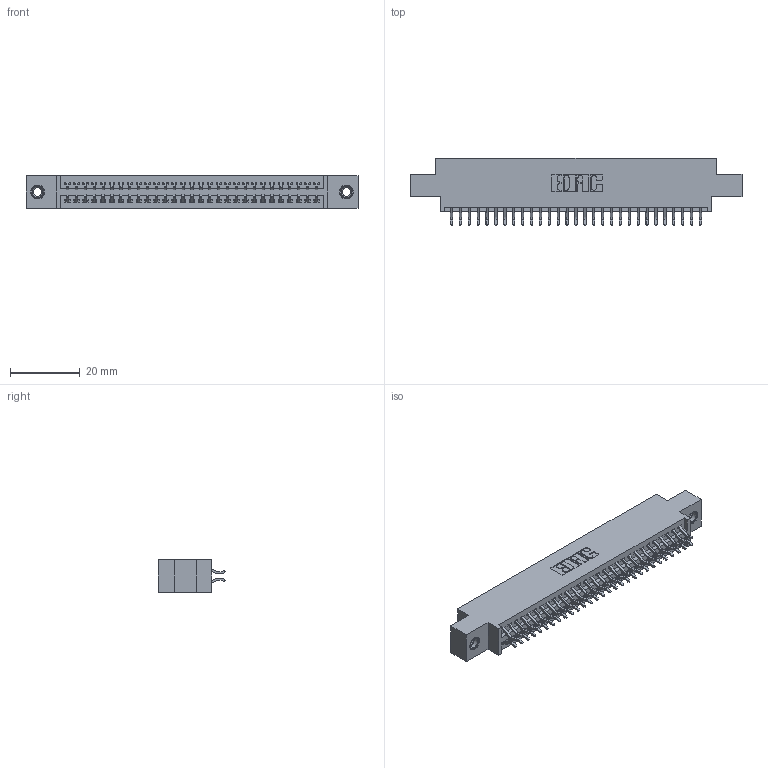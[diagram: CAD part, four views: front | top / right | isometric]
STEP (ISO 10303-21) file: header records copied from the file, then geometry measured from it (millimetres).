
FILE_DESCRIPTION (( 'STEP AP203' ), '1' );
FILE_NAME ('395-058-556-807.STEP', '2018-11-23T04:55:21', ( '' ), ( '' ), 'SwSTEP 2.0', 'SolidWorks 2016', '' );
FILE_SCHEMA (( 'CONFIG_CONTROL_DESIGN' ));
Length unit declared in the file: inch
Products named in the file (4): 345 Part_0.170 Offset - 0.156 Dia-TI; 395-058-556-807; 345-292-001_556 Tail; 345-250-001_345-250-005-103
Assembly tree (61 placements, depth 2):
  395-058-556-807
    345 Part_0.170 Offset - 0.156 Dia-TI
    345-292-001_556 Tail  x58
    345-250-001_345-250-005-103  x2
Bounding box: 94.87 x 19.24 x 9.4 mm (x, y, z)
Volume: 8965.8 mm3; surface area: 13121.8 mm2
Topology: 61 solids, 61 shells, 3438 faces, 10175 edges, 6698 vertices
Faces by surface type: plane 2262, cylinder 1160, cone 12, torus 4
Entity records: 26042 total; most frequent: CARTESIAN_POINT 4375, ORIENTED_EDGE 4290, DIRECTION 3887, EDGE_CURVE 2145, VECTOR 1869, LINE 1869, VERTEX_POINT 1424, AXIS2_PLACEMENT_3D 1009
